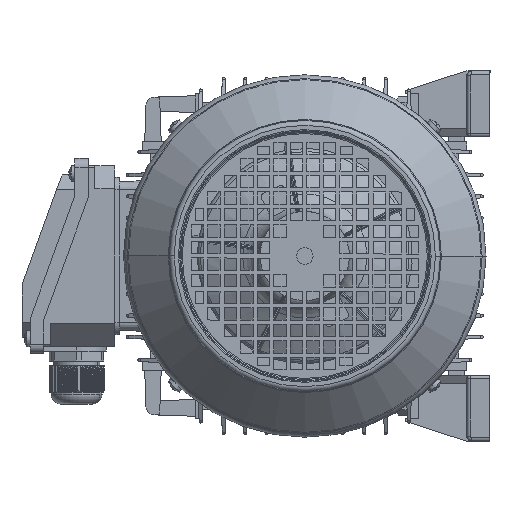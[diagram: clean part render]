
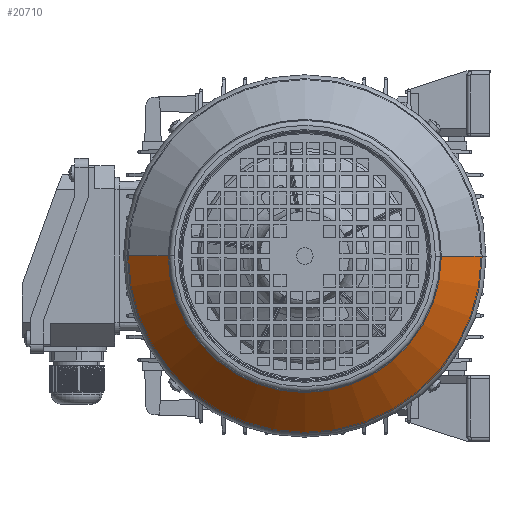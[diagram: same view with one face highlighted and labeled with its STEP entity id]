
A CAD part, left-side view. The second image highlights one B-rep face of the part: STEP entity #20710.
In plain terms, the highlighted conical face has half-angle 45 degrees and reference radius 82.586 mm.
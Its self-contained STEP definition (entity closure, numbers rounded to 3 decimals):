
#8850 = CARTESIAN_POINT ( 'NONE',  ( 74.743, 0., 107.257 ) ) ;
#8855 = DIRECTION ( 'NONE',  ( 0., 0., 1. ) ) ;
#8856 = DIRECTION ( 'NONE',  ( -1., 0., 0. ) ) ;
#8857 = CARTESIAN_POINT ( 'NONE',  ( 74.743, 0., 0. ) ) ;
#8858 = AXIS2_PLACEMENT_3D ( 'NONE', #8857, #8856, #8855 ) ;
#8859 = CIRCLE ( 'NONE', #8858, 107.257 ) ;
#8885 = DIRECTION ( 'NONE',  ( 0., 0., 1. ) ) ;
#8886 = DIRECTION ( 'NONE',  ( -1., 0., 0. ) ) ;
#8887 = AXIS2_PLACEMENT_3D ( 'NONE', #8890, #8886, #8885 ) ;
#8888 = CONICAL_SURFACE ( 'NONE', #8887, 82.586, 0.785 ) ;
#8890 = CARTESIAN_POINT ( 'NONE',  ( 99.414, 0., 0. ) ) ;
#8891 = FACE_OUTER_BOUND ( 'NONE', #20557, .T. ) ;
#8918 = CARTESIAN_POINT ( 'NONE',  ( 74.743, 0., -107.257 ) ) ;
#8922 = DIRECTION ( 'NONE',  ( -0.707, 0., -0.707 ) ) ;
#8923 = VECTOR ( 'NONE', #8922, 1000. ) ;
#8924 = CARTESIAN_POINT ( 'NONE',  ( 99.414, 0., -82.586 ) ) ;
#8925 = LINE ( 'NONE', #8924, #8923 ) ;
#8941 = CARTESIAN_POINT ( 'NONE',  ( 99.414, 0., -82.586 ) ) ;
#8942 = CARTESIAN_POINT ( 'NONE',  ( 99.414, 0., 82.586 ) ) ;
#8947 = DIRECTION ( 'NONE',  ( 0., 0., 1. ) ) ;
#8948 = DIRECTION ( 'NONE',  ( -1., 0., 0. ) ) ;
#8949 = CARTESIAN_POINT ( 'NONE',  ( 99.414, 0., 0. ) ) ;
#8950 = AXIS2_PLACEMENT_3D ( 'NONE', #8949, #8948, #8947 ) ;
#8951 = CIRCLE ( 'NONE', #8950, 82.586 ) ;
#8981 = DIRECTION ( 'NONE',  ( -0.707, 0., 0.707 ) ) ;
#8982 = VECTOR ( 'NONE', #8981, 1000. ) ;
#8983 = CARTESIAN_POINT ( 'NONE',  ( 99.414, 0., 82.586 ) ) ;
#8985 = LINE ( 'NONE', #8983, #8982 ) ;
#20557 = EDGE_LOOP ( 'NONE', ( #20717, #20738, #20747, #20755 ) ) ;
#20660 = EDGE_CURVE ( 'NONE', #20665, #20668, #8859, .T. ) ;
#20665 = VERTEX_POINT ( 'NONE', #8850 ) ;
#20668 = VERTEX_POINT ( 'NONE', #8918 ) ;
#20710 = ADVANCED_FACE ( 'NONE', ( #8891 ), #8888, .T. ) ;
#20717 = ORIENTED_EDGE ( 'NONE', *, *, #20724, .T. ) ;
#20724 = EDGE_CURVE ( 'NONE', #20729, #20732, #8951, .T. ) ;
#20729 = VERTEX_POINT ( 'NONE', #8942 ) ;
#20732 = VERTEX_POINT ( 'NONE', #8941 ) ;
#20738 = ORIENTED_EDGE ( 'NONE', *, *, #20743, .T. ) ;
#20743 = EDGE_CURVE ( 'NONE', #20732, #20668, #8925, .T. ) ;
#20747 = ORIENTED_EDGE ( 'NONE', *, *, #20660, .F. ) ;
#20755 = ORIENTED_EDGE ( 'NONE', *, *, #20759, .F. ) ;
#20759 = EDGE_CURVE ( 'NONE', #20729, #20665, #8985, .T. ) ;
